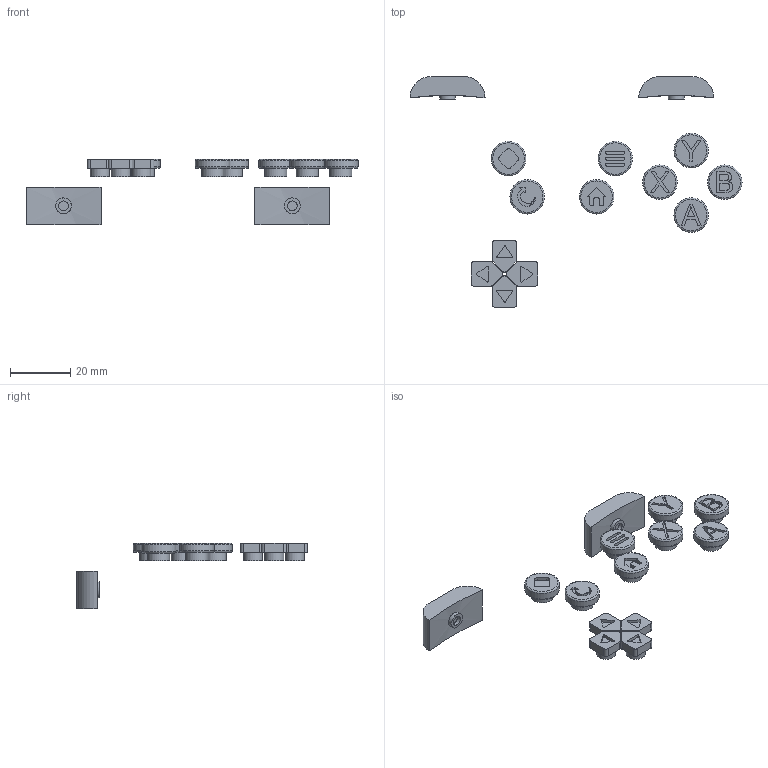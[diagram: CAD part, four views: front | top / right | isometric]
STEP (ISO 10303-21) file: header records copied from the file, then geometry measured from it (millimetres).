
FILE_DESCRIPTION(/* description */ (''),/* implementation_level */ '2;1');
FILE_NAME(/* name */ 'Buttons.step',/* time_stamp */ '2025-09-20T19:26:17+05:30',/* author */ (''),/* organization */ (''),/* preprocessor_version */ 'ST-DEVELOPER v20.1',/* originating_system */ 'Autodesk Translation Framework v14.17.0.0',/* authorisation */ '');
FILE_SCHEMA (('AUTOMOTIVE_DESIGN { 1 0 10303 214 3 1 1 }'));
Length unit declared in the file: millimetre
Products named in the file (1): Buttons
Bounding box: 110.58 x 76.85 x 21.7 mm (x, y, z)
Volume: 7777.3 mm3; surface area: 6744.3 mm2
Topology: 14 solids, 14 shells, 325 faces, 751 edges, 502 vertices
Faces by surface type: plane 174, cylinder 99, bspline 36, torus 16
Full cylindrical faces by diameter (mm): 0.4 x1, 0.6 x1, 0.8 x1, 3.25 x2, 3.334 x12, 5.25 x2, 6.334 x4, 7.334 x8, 11.5 x8
Entity records: 9734 total; most frequent: CARTESIAN_POINT 2311, ORIENTED_EDGE 1502, DIRECTION 1489, EDGE_CURVE 751, AXIS2_PLACEMENT_3D 528, VERTEX_POINT 502, LINE 433, VECTOR 433
